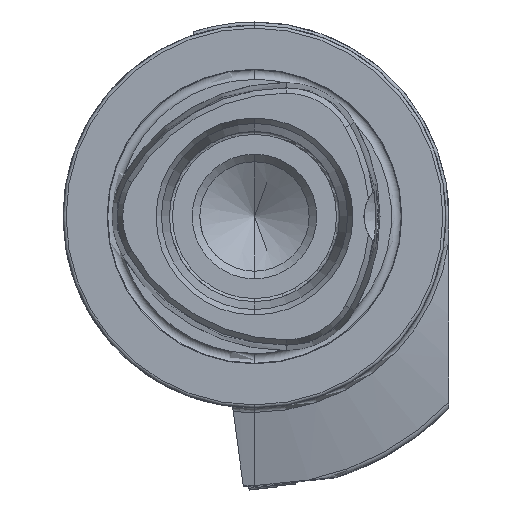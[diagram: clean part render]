
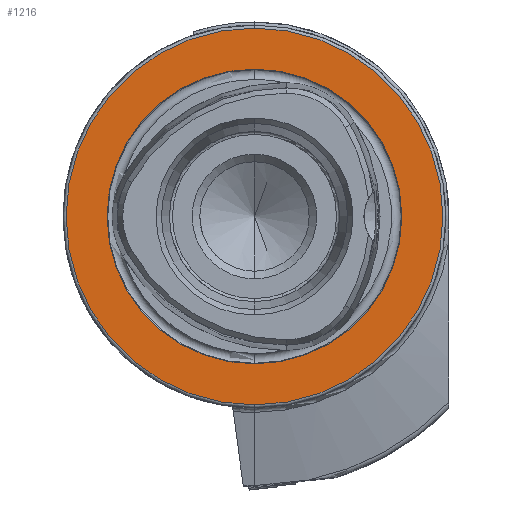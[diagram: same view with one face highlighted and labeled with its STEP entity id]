
A CAD part, left-side view. The second image highlights one B-rep face of the part: STEP entity #1216.
In plain terms, the highlighted planar face has unit normal (-1, 0, 0).
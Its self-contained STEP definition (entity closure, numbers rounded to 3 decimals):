
#75 = EDGE_CURVE ( 'NONE', #1901, #5421, #9196, .T. ) ;
#1216 = ADVANCED_FACE ( 'NONE', ( #8784, #8798 ), #6353, .F. ) ;
#1630 = AXIS2_PLACEMENT_3D ( 'NONE', #6423, #6182, #6308 ) ;
#1812 = VERTEX_POINT ( 'NONE', #5925 ) ;
#1901 = VERTEX_POINT ( 'NONE', #5883 ) ;
#2259 = CARTESIAN_POINT ( 'NONE',  ( 0., 0., 0. ) ) ;
#2279 = DIRECTION ( 'NONE',  ( 0., 0., 1. ) ) ;
#2308 = DIRECTION ( 'NONE',  ( -1., 0., 0. ) ) ;
#2531 = EDGE_CURVE ( 'NONE', #5407, #1812, #5063, .T. ) ;
#3249 = CARTESIAN_POINT ( 'NONE',  ( 0., 0., 0. ) ) ;
#3440 = DIRECTION ( 'NONE',  ( -1., 0., 0. ) ) ;
#3478 = DIRECTION ( 'NONE',  ( 0., 0., 1. ) ) ;
#4246 = EDGE_LOOP ( 'NONE', ( #8188, #8214 ) ) ;
#4537 = EDGE_LOOP ( 'NONE', ( #8120, #8148 ) ) ;
#5063 = CIRCLE ( 'NONE', #10441, 24.25 ) ;
#5155 = CIRCLE ( 'NONE', #10600, 24.25 ) ;
#5184 = CIRCLE ( 'NONE', #10596, 31. ) ;
#5407 = VERTEX_POINT ( 'NONE', #7494 ) ;
#5421 = VERTEX_POINT ( 'NONE', #7458 ) ;
#5883 = CARTESIAN_POINT ( 'NONE',  ( 0., 0., 31. ) ) ;
#5925 = CARTESIAN_POINT ( 'NONE',  ( 0., 0., 24.25 ) ) ;
#6107 = CARTESIAN_POINT ( 'NONE',  ( 0., 0., 0. ) ) ;
#6112 = DIRECTION ( 'NONE',  ( -1., 0., 0. ) ) ;
#6121 = DIRECTION ( 'NONE',  ( 0., 0., 1. ) ) ;
#6182 = DIRECTION ( 'NONE',  ( 1., 0., 0. ) ) ;
#6308 = DIRECTION ( 'NONE',  ( 0., 0., -1. ) ) ;
#6353 = PLANE ( 'NONE',  #1630 ) ;
#6423 = CARTESIAN_POINT ( 'NONE',  ( 0., 24.25, 0. ) ) ;
#7458 = CARTESIAN_POINT ( 'NONE',  ( 0., 0., -31. ) ) ;
#7494 = CARTESIAN_POINT ( 'NONE',  ( 0., 0., -24.25 ) ) ;
#8120 = ORIENTED_EDGE ( 'NONE', *, *, #8444, .F. ) ;
#8148 = ORIENTED_EDGE ( 'NONE', *, *, #2531, .F. ) ;
#8188 = ORIENTED_EDGE ( 'NONE', *, *, #75, .T. ) ;
#8214 = ORIENTED_EDGE ( 'NONE', *, *, #8438, .T. ) ;
#8418 = AXIS2_PLACEMENT_3D ( 'NONE', #3249, #3440, #3478 ) ;
#8438 = EDGE_CURVE ( 'NONE', #5421, #1901, #5184, .T. ) ;
#8444 = EDGE_CURVE ( 'NONE', #1812, #5407, #5155, .T. ) ;
#8784 = FACE_BOUND ( 'NONE', #4537, .T. ) ;
#8798 = FACE_OUTER_BOUND ( 'NONE', #4246, .T. ) ;
#9196 = CIRCLE ( 'NONE', #8418, 31. ) ;
#9714 = DIRECTION ( 'NONE',  ( -1., 0., 0. ) ) ;
#9780 = CARTESIAN_POINT ( 'NONE',  ( 0., 0., 0. ) ) ;
#9877 = DIRECTION ( 'NONE',  ( 0., 0., 1. ) ) ;
#10441 = AXIS2_PLACEMENT_3D ( 'NONE', #9780, #9714, #9877 ) ;
#10596 = AXIS2_PLACEMENT_3D ( 'NONE', #6107, #6112, #6121 ) ;
#10600 = AXIS2_PLACEMENT_3D ( 'NONE', #2259, #2308, #2279 ) ;
